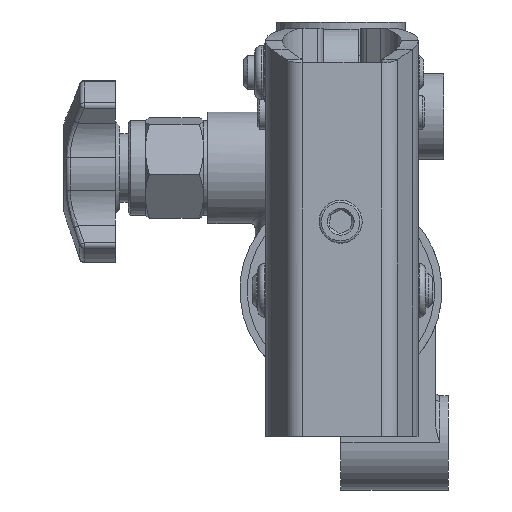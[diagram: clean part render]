
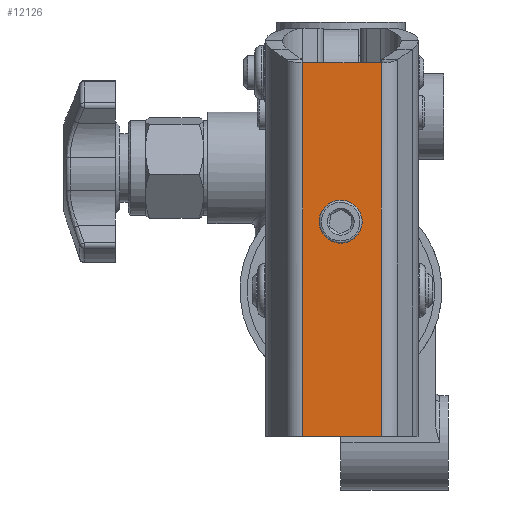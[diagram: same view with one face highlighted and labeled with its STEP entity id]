
A CAD part, left-side view. The second image highlights one B-rep face of the part: STEP entity #12126.
In plain terms, the highlighted planar face has unit normal (-1, 0, 0).
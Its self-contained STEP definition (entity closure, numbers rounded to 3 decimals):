
#605=LINE('',#20026,#1040);
#647=LINE('',#20262,#1082);
#648=LINE('',#20264,#1083);
#649=LINE('',#20266,#1084);
#1040=VECTOR('',#15069,1000.);
#1082=VECTOR('',#15197,1000.);
#1083=VECTOR('',#15198,1000.);
#1084=VECTOR('',#15199,1000.);
#3239=ORIENTED_EDGE('',*,*,#4659,.F.);
#3240=ORIENTED_EDGE('',*,*,#4727,.T.);
#3241=ORIENTED_EDGE('',*,*,#4728,.T.);
#3242=ORIENTED_EDGE('',*,*,#4729,.F.);
#3243=ORIENTED_EDGE('',*,*,#4657,.T.);
#4657=EDGE_CURVE('',#5569,#5568,#605,.T.);
#4659=EDGE_CURVE('',#5570,#5570,#6182,.F.);
#4727=EDGE_CURVE('',#5568,#5623,#647,.T.);
#4728=EDGE_CURVE('',#5623,#5624,#648,.T.);
#4729=EDGE_CURVE('',#5569,#5624,#649,.T.);
#5568=VERTEX_POINT('',#20025);
#5569=VERTEX_POINT('',#20027);
#5570=VERTEX_POINT('',#20031);
#5623=VERTEX_POINT('',#20263);
#5624=VERTEX_POINT('',#20265);
#6182=CIRCLE('',#13024,2.997);
#6875=EDGE_LOOP('',(#3239));
#6876=EDGE_LOOP('',(#3240,#3241,#3242,#3243));
#7605=FACE_BOUND('',#6875,.T.);
#7606=FACE_BOUND('',#6876,.T.);
#7892=PLANE('',#13064);
#12126=ADVANCED_FACE('',(#7605,#7606),#7892,.F.);
#13024=AXIS2_PLACEMENT_3D('',#20030,#15074,#15075);
#13064=AXIS2_PLACEMENT_3D('',#20261,#15195,#15196);
#15069=DIRECTION('',(0.,0.,1.));
#15074=DIRECTION('',(1.,0.,0.));
#15075=DIRECTION('',(0.,1.,0.));
#15195=DIRECTION('',(1.,0.,0.));
#15196=DIRECTION('',(0.,0.,1.));
#15197=DIRECTION('',(0.,1.,0.));
#15198=DIRECTION('',(0.,0.,-1.));
#15199=DIRECTION('',(0.,1.,0.));
#20025=CARTESIAN_POINT('',(-184.629,-9.424,52.957));
#20026=CARTESIAN_POINT('',(-184.629,-9.424,-33.956));
#20027=CARTESIAN_POINT('',(-184.629,-9.424,-33.956));
#20030=CARTESIAN_POINT('',(-184.629,0.062,15.994));
#20031=CARTESIAN_POINT('',(-184.629,3.059,15.994));
#20261=CARTESIAN_POINT('',(-184.629,8.991,60.949));
#20262=CARTESIAN_POINT('',(-184.629,-29.522,52.957));
#20263=CARTESIAN_POINT('',(-184.629,8.925,52.957));
#20264=CARTESIAN_POINT('',(-184.629,8.925,60.949));
#20265=CARTESIAN_POINT('',(-184.629,8.925,-33.956));
#20266=CARTESIAN_POINT('',(-184.629,-9.491,-33.956));
